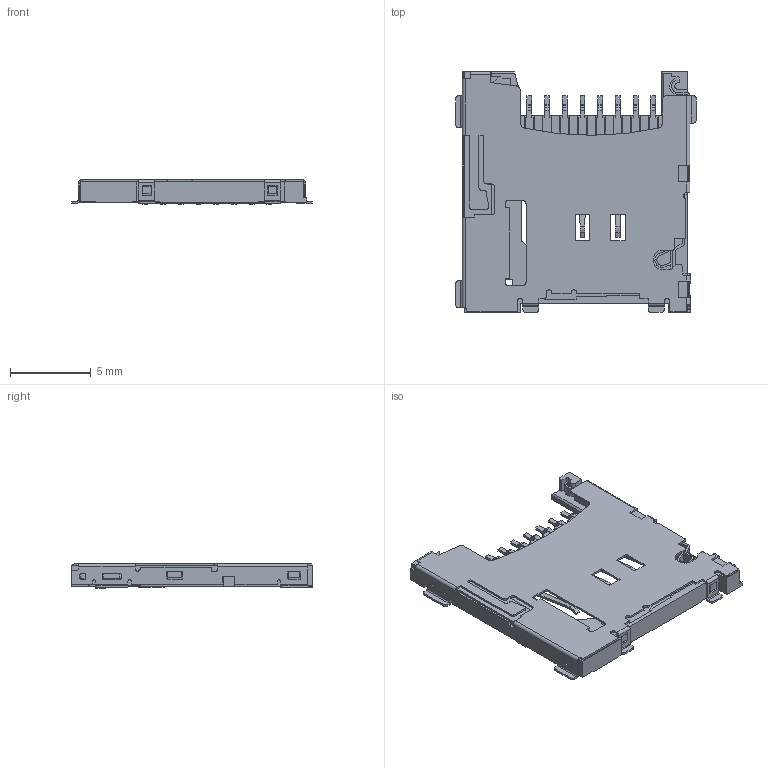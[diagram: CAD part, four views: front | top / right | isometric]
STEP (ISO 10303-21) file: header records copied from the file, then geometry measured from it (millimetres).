
FILE_DESCRIPTION( ( 'STEP AP214' ), '1' );
FILE_NAME( '5031821852.stp', '2022-03-09T05:18:18', ( 'License CC BY-ND 4.0' ), ( 'CADENAS' ), ' ', 'PARTsolutions', ' ' );
FILE_SCHEMA( ( 'AUTOMOTIVE_DESIGN { 1 0 10303 214 1 1 1 1 }' ) );
Length unit declared in the file: millimetre
Products named in the file (9): 5031821852; 1
Assembly tree (8 placements, depth 2):
  5031821852
    1
    1
    1
    1
    1
    1
    1
    1
Bounding box: 14.94 x 14.95 x 1.5 mm (x, y, z)
Volume: 109.7 mm3; surface area: 762.8 mm2
Topology: 8 solids, 8 shells, 852 faces, 2569 edges, 1686 vertices
Faces by surface type: plane 648, cylinder 204
Full cylindrical faces by diameter (mm): 0.35 x1, 0.8 x2
Entity records: 28807 total; most frequent: CARTESIAN_POINT 5207, ORIENTED_EDGE 5130, DIRECTION 4636, EDGE_CURVE 2565, LINE 2152, VECTOR 2152, VERTEX_POINT 1685, AXIS2_PLACEMENT_3D 1242
